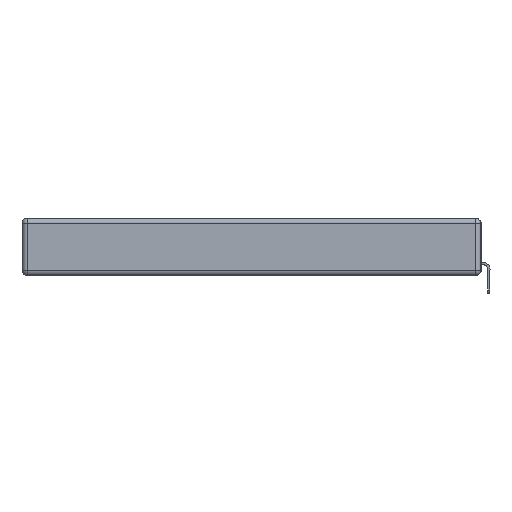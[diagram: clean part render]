
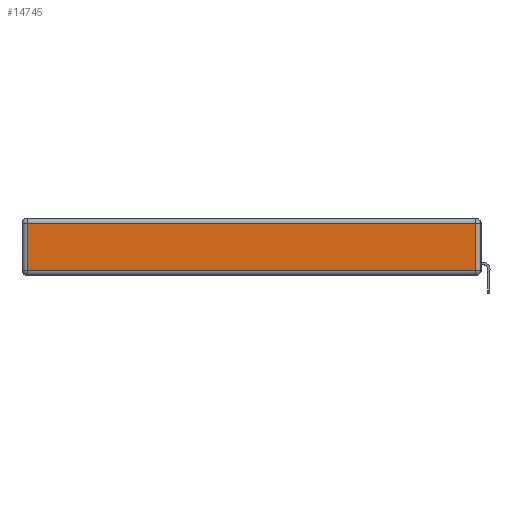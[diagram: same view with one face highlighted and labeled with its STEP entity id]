
A CAD part, left-side view. The second image highlights one B-rep face of the part: STEP entity #14745.
In plain terms, the highlighted planar face has unit normal (-1, 0, 0).
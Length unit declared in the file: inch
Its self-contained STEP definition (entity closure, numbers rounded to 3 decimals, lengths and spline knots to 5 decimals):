
#626 = CARTESIAN_POINT ( 'NONE',  ( 0., 2.72, -0.343 ) ) ;
#823 = LINE ( 'NONE', #6496, #7287 ) ;
#1084 = EDGE_LOOP ( 'NONE', ( #12395, #5618, #16036, #5494 ) ) ;
#1713 = VECTOR ( 'NONE', #13778, 39.37008 ) ;
#3439 = VECTOR ( 'NONE', #4540, 39.37008 ) ;
#4540 = DIRECTION ( 'NONE',  ( 0., 0., 1. ) ) ;
#4756 = LINE ( 'NONE', #11848, #11927 ) ;
#5326 = EDGE_CURVE ( 'NONE', #13136, #18047, #10062, .T. ) ;
#5494 = ORIENTED_EDGE ( 'NONE', *, *, #5326, .T. ) ;
#5618 = ORIENTED_EDGE ( 'NONE', *, *, #7421, .T. ) ;
#6071 = EDGE_CURVE ( 'NONE', #10147, #13136, #823, .T. ) ;
#6430 = FACE_OUTER_BOUND ( 'NONE', #1084, .T. ) ;
#6496 = CARTESIAN_POINT ( 'NONE',  ( 0., 2.75, -0.03 ) ) ;
#7287 = VECTOR ( 'NONE', #12306, 39.37008 ) ;
#7421 = EDGE_CURVE ( 'NONE', #9816, #10147, #17670, .T. ) ;
#7422 = DIRECTION ( 'NONE',  ( 0., -1., 0. ) ) ;
#7949 = AXIS2_PLACEMENT_3D ( 'NONE', #11531, #14589, #13464 ) ;
#8708 = PLANE ( 'NONE',  #7949 ) ;
#9682 = EDGE_CURVE ( 'NONE', #18047, #9816, #4756, .T. ) ;
#9816 = VERTEX_POINT ( 'NONE', #16678 ) ;
#10062 = LINE ( 'NONE', #626, #1713 ) ;
#10147 = VERTEX_POINT ( 'NONE', #11709 ) ;
#11531 = CARTESIAN_POINT ( 'NONE',  ( 0., 0., -0.343 ) ) ;
#11709 = CARTESIAN_POINT ( 'NONE',  ( 0., 0.03, -0.03 ) ) ;
#11848 = CARTESIAN_POINT ( 'NONE',  ( 0., 0., -0.313 ) ) ;
#11927 = VECTOR ( 'NONE', #7422, 39.37008 ) ;
#12306 = DIRECTION ( 'NONE',  ( 0., 1., 0. ) ) ;
#12395 = ORIENTED_EDGE ( 'NONE', *, *, #9682, .T. ) ;
#12548 = CARTESIAN_POINT ( 'NONE',  ( 0., 2.72, -0.313 ) ) ;
#13136 = VERTEX_POINT ( 'NONE', #13675 ) ;
#13464 = DIRECTION ( 'NONE',  ( 0., 0., 1. ) ) ;
#13675 = CARTESIAN_POINT ( 'NONE',  ( 0., 2.72, -0.03 ) ) ;
#13778 = DIRECTION ( 'NONE',  ( 0., 0., -1. ) ) ;
#14589 = DIRECTION ( 'NONE',  ( -1., 0., 0. ) ) ;
#14745 = ADVANCED_FACE ( 'NONE', ( #6430 ), #8708, .T. ) ;
#16036 = ORIENTED_EDGE ( 'NONE', *, *, #6071, .T. ) ;
#16351 = CARTESIAN_POINT ( 'NONE',  ( 0., 0.03, -0.343 ) ) ;
#16678 = CARTESIAN_POINT ( 'NONE',  ( 0., 0.03, -0.313 ) ) ;
#17670 = LINE ( 'NONE', #16351, #3439 ) ;
#18047 = VERTEX_POINT ( 'NONE', #12548 ) ;
